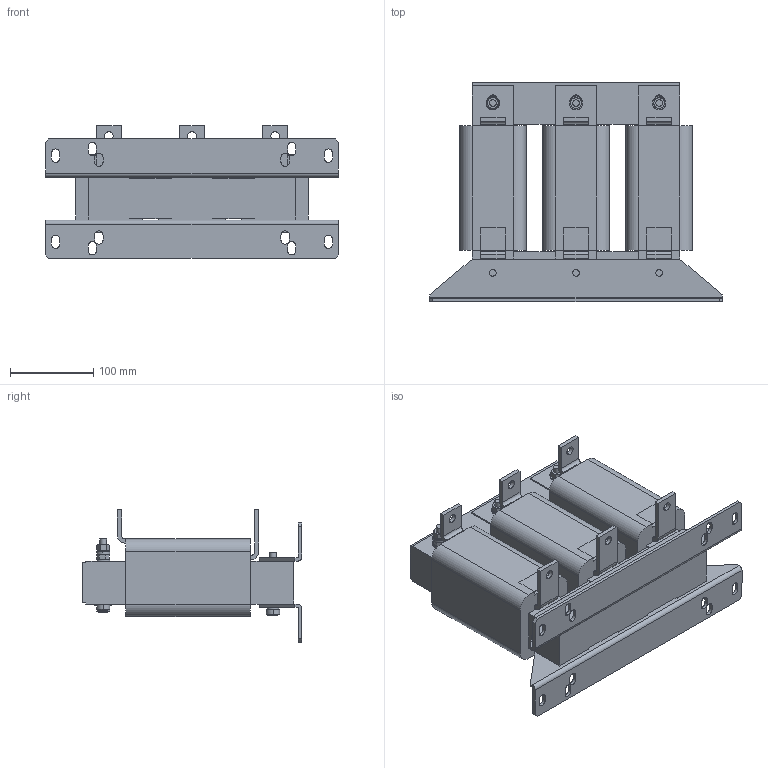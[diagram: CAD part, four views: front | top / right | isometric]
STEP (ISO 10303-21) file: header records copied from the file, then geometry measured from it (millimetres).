
FILE_DESCRIPTION (( 'STEP AP214' ), '1' );
FILE_NAME ('144522.STEP', '2020-05-29T00:29:31', ( '' ), ( '' ), 'SwSTEP 2.0', 'SolidWorks 2018', '' );
FILE_SCHEMA (( 'AUTOMOTIVE_DESIGN' ));
Length unit declared in the file: millimetre
Products named in the file (1): 144522
Bounding box: 352 x 263.75 x 159.5 mm (x, y, z)
Volume: 4842466.8 mm3; surface area: 423244.8 mm2
Topology: 1 solids, 1 shells, 645 faces, 1604 edges, 990 vertices
Faces by surface type: plane 353, cylinder 188, cone 66, torus 14, sphere 12, bspline 12
Entity records: 19814 total; most frequent: CARTESIAN_POINT 4308, DIRECTION 3274, ORIENTED_EDGE 3184, EDGE_CURVE 1592, AXIS2_PLACEMENT_3D 1232, VERTEX_POINT 990, VECTOR 810, LINE 810
